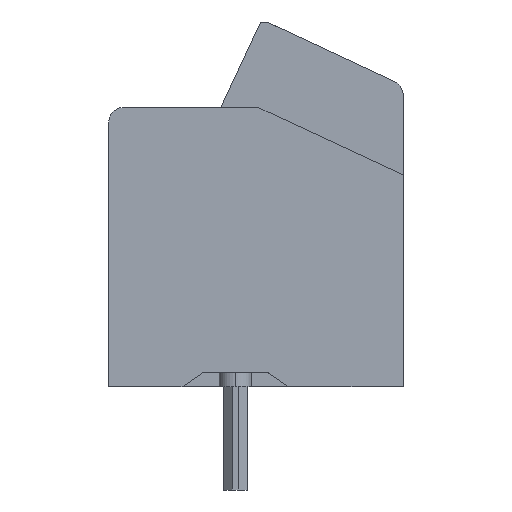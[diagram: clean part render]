
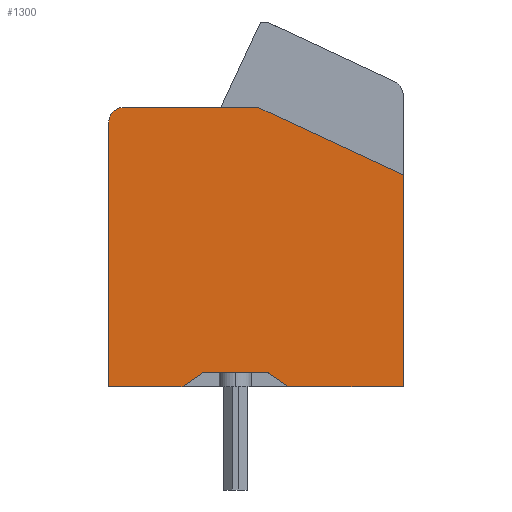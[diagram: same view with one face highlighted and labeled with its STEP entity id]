
A CAD part, left-side view. The second image highlights one B-rep face of the part: STEP entity #1300.
In plain terms, the highlighted planar face has unit normal (-1, 0, 0).
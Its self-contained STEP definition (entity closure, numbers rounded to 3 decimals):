
#1204=CARTESIAN_POINT('',(-4.75,4.8,-0.475));
#1205=DIRECTION('',(-1.0,0.0,0.0));
#1206=DIRECTION('',(0.0,-0.423,0.906));
#1207=AXIS2_PLACEMENT_3D('',#1204,#1205,#1206);
#1208=PLANE('',#1207);
#1209=CARTESIAN_POINT('',(-4.75,-5.7,7.2));
#1210=VERTEX_POINT('',#1209);
#1211=CARTESIAN_POINT('',(-4.75,-0.768,9.5));
#1212=VERTEX_POINT('',#1211);
#1213=CARTESIAN_POINT('',(-4.75,-5.7,7.2));
#1214=DIRECTION('',(0.,0.906,0.423));
#1215=VECTOR('',#1214,5.442);
#1216=LINE('',#1213,#1215);
#1217=EDGE_CURVE('',#1210,#1212,#1216,.T.);
#1218=ORIENTED_EDGE('',*,*,#1217,.T.);
#1219=CARTESIAN_POINT('',(-4.75,0.5,9.5));
#1220=VERTEX_POINT('',#1219);
#1221=CARTESIAN_POINT('',(-4.75,-0.768,9.5));
#1222=DIRECTION('',(0.0,1.0,0.0));
#1223=VECTOR('',#1222,1.268);
#1224=LINE('',#1221,#1223);
#1225=EDGE_CURVE('',#1212,#1220,#1224,.T.);
#1226=ORIENTED_EDGE('',*,*,#1225,.T.);
#1227=CARTESIAN_POINT('',(-4.75,3.8,9.5));
#1228=VERTEX_POINT('',#1227);
#1229=CARTESIAN_POINT('',(-4.75,3.8,9.5));
#1230=DIRECTION('',(0.0,-1.0,0.0));
#1231=VECTOR('',#1230,3.3);
#1232=LINE('',#1229,#1231);
#1233=EDGE_CURVE('',#1228,#1220,#1232,.T.);
#1234=ORIENTED_EDGE('',*,*,#1233,.F.);
#1235=CARTESIAN_POINT('',(-4.75,4.3,9.));
#1236=VERTEX_POINT('',#1235);
#1237=CARTESIAN_POINT('',(-4.75,3.8,9.));
#1238=DIRECTION('',(-1.0,0.,0.));
#1239=DIRECTION('',(0.,-0.423,0.906));
#1240=AXIS2_PLACEMENT_3D('',#1237,#1238,#1239);
#1241=CIRCLE('',#1240,0.5);
#1242=EDGE_CURVE('',#1228,#1236,#1241,.T.);
#1243=ORIENTED_EDGE('',*,*,#1242,.T.);
#1244=CARTESIAN_POINT('',(-4.75,4.3,0.));
#1245=VERTEX_POINT('',#1244);
#1246=CARTESIAN_POINT('',(-4.75,4.3,0.));
#1247=DIRECTION('',(0.0,0.0,1.0));
#1248=VECTOR('',#1247,9.);
#1249=LINE('',#1246,#1248);
#1250=EDGE_CURVE('',#1245,#1236,#1249,.T.);
#1251=ORIENTED_EDGE('',*,*,#1250,.F.);
#1252=CARTESIAN_POINT('',(-4.75,1.814,0.));
#1253=VERTEX_POINT('',#1252);
#1254=CARTESIAN_POINT('',(-4.75,1.814,0.));
#1255=DIRECTION('',(0.0,1.0,0.0));
#1256=VECTOR('',#1255,2.486);
#1257=LINE('',#1254,#1256);
#1258=EDGE_CURVE('',#1253,#1245,#1257,.T.);
#1259=ORIENTED_EDGE('',*,*,#1258,.F.);
#1260=CARTESIAN_POINT('',(-4.75,1.1,0.5));
#1261=VERTEX_POINT('',#1260);
#1262=CARTESIAN_POINT('',(-4.75,1.1,0.5));
#1263=DIRECTION('',(0.0,0.819,-0.574));
#1264=VECTOR('',#1263,0.872);
#1265=LINE('',#1262,#1264);
#1266=EDGE_CURVE('',#1261,#1253,#1265,.T.);
#1267=ORIENTED_EDGE('',*,*,#1266,.F.);
#1268=CARTESIAN_POINT('',(-4.75,-1.1,0.5));
#1269=VERTEX_POINT('',#1268);
#1270=CARTESIAN_POINT('',(-4.75,-1.1,0.5));
#1271=DIRECTION('',(0.0,1.0,0.));
#1272=VECTOR('',#1271,2.2);
#1273=LINE('',#1270,#1272);
#1274=EDGE_CURVE('',#1269,#1261,#1273,.T.);
#1275=ORIENTED_EDGE('',*,*,#1274,.F.);
#1276=CARTESIAN_POINT('',(-4.75,-1.814,0.0));
#1277=VERTEX_POINT('',#1276);
#1278=CARTESIAN_POINT('',(-4.75,-1.814,0.));
#1279=DIRECTION('',(0.0,0.819,0.574));
#1280=VECTOR('',#1279,0.872);
#1281=LINE('',#1278,#1280);
#1282=EDGE_CURVE('',#1277,#1269,#1281,.T.);
#1283=ORIENTED_EDGE('',*,*,#1282,.F.);
#1284=CARTESIAN_POINT('',(-4.75,-5.7,0.));
#1285=VERTEX_POINT('',#1284);
#1286=CARTESIAN_POINT('',(-4.75,-5.7,0.));
#1287=DIRECTION('',(0.0,1.0,0.0));
#1288=VECTOR('',#1287,3.886);
#1289=LINE('',#1286,#1288);
#1290=EDGE_CURVE('',#1285,#1277,#1289,.T.);
#1291=ORIENTED_EDGE('',*,*,#1290,.F.);
#1292=CARTESIAN_POINT('',(-4.75,-5.7,0.));
#1293=DIRECTION('',(0.0,0.0,1.0));
#1294=VECTOR('',#1293,7.2);
#1295=LINE('',#1292,#1294);
#1296=EDGE_CURVE('',#1285,#1210,#1295,.T.);
#1297=ORIENTED_EDGE('',*,*,#1296,.T.);
#1298=EDGE_LOOP('',(#1218,#1226,#1234,#1243,#1251,#1259,#1267,#1275,#1283,#1291,#1297));
#1299=FACE_OUTER_BOUND('',#1298,.T.);
#1300=ADVANCED_FACE('',(#1299),#1208,.T.);
